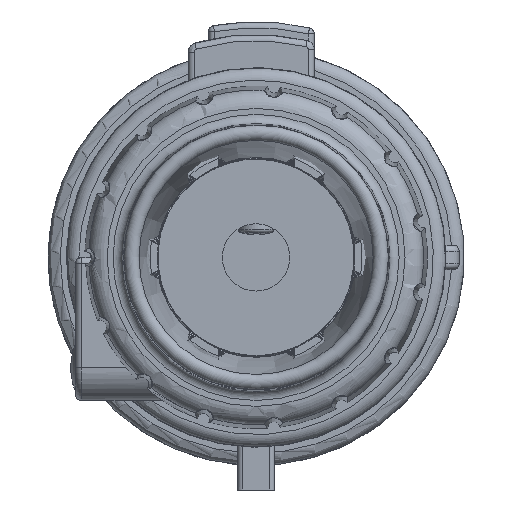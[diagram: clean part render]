
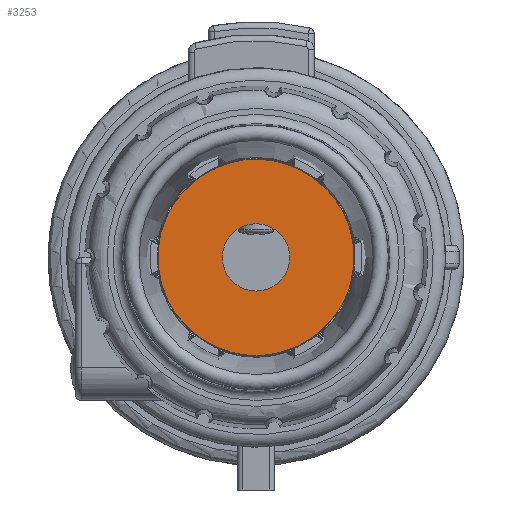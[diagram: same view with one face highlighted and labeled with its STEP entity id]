
A CAD part, front view. The second image highlights one B-rep face of the part: STEP entity #3253.
In plain terms, the highlighted planar face has unit normal (0, -1, 0).
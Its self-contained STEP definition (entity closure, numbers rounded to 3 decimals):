
#3253=ADVANCED_FACE('',(#4195,#4196),#3758,.T.);
#3758=PLANE('',#18783);
#4195=FACE_BOUND('',#5327,.T.);
#4196=FACE_BOUND('',#5328,.T.);
#5327=EDGE_LOOP('',(#10673));
#5328=EDGE_LOOP('',(#10674));
#6201=CIRCLE('',#18776,20.45);
#6204=CIRCLE('',#18781,5.5);
#10673=ORIENTED_EDGE('',*,*,#15101,.T.);
#10674=ORIENTED_EDGE('',*,*,#15104,.F.);
#12757=VERTEX_POINT('',#35701);
#12760=VERTEX_POINT('',#35709);
#15101=EDGE_CURVE('',#12757,#12757,#6201,.T.);
#15104=EDGE_CURVE('',#12760,#12760,#6204,.T.);
#18776=AXIS2_PLACEMENT_3D('',#35700,#23109,#23110);
#18781=AXIS2_PLACEMENT_3D('',#35708,#23119,#23120);
#18783=AXIS2_PLACEMENT_3D('',#35711,#23123,#23124);
#23109=DIRECTION('',(0.,-1.,0.));
#23110=DIRECTION('',(-1.,0.,0.));
#23119=DIRECTION('',(0.,-1.,0.));
#23120=DIRECTION('',(-1.,0.,0.));
#23123=DIRECTION('',(0.,-1.,0.));
#23124=DIRECTION('',(0.,0.,1.));
#35700=CARTESIAN_POINT('',(0.,-79.854,0.));
#35701=CARTESIAN_POINT('',(-20.45,-79.854,0.));
#35708=CARTESIAN_POINT('',(0.,-79.854,0.));
#35709=CARTESIAN_POINT('',(-5.5,-79.854,0.));
#35711=CARTESIAN_POINT('',(-40.9,-79.854,40.9));
